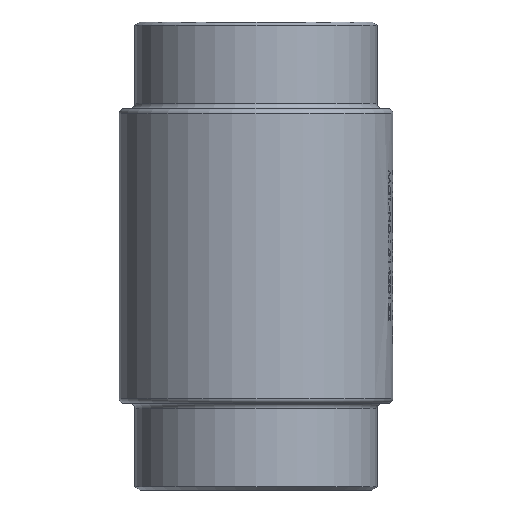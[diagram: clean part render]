
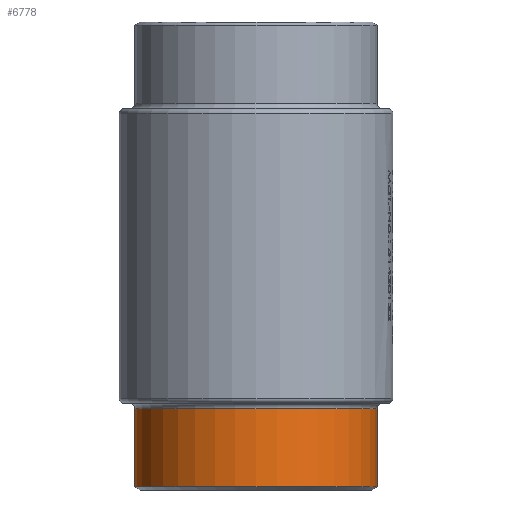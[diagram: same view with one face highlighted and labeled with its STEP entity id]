
A CAD part, front view. The second image highlights one B-rep face of the part: STEP entity #6778.
In plain terms, the highlighted cylindrical face has radius 69.85 mm (diameter 139.7 mm), a partial arc.
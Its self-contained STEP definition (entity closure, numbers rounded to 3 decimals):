
#1646 = EDGE_CURVE ( 'NONE', #4816, #26481, #15522, .T. ) ;
#2284 = DIRECTION ( 'NONE',  ( 0., 0., -1. ) ) ;
#4272 = ORIENTED_EDGE ( 'NONE', *, *, #1646, .T. ) ;
#4417 = DIRECTION ( 'NONE',  ( 0., 0., -1. ) ) ;
#4494 = CARTESIAN_POINT ( 'NONE',  ( 0., 0., -268.268 ) ) ;
#4816 = VERTEX_POINT ( 'NONE', #10198 ) ;
#6091 = EDGE_LOOP ( 'NONE', ( #4272, #20921, #26917, #8317 ) ) ;
#6176 = CARTESIAN_POINT ( 'NONE',  ( 69.85, 0., -270. ) ) ;
#6639 = CYLINDRICAL_SURFACE ( 'NONE', #20962, 69.85 ) ;
#6696 = CARTESIAN_POINT ( 'NONE',  ( -69.85, 0., -268.268 ) ) ;
#6731 = CARTESIAN_POINT ( 'NONE',  ( 0., 0., -223. ) ) ;
#6778 = ADVANCED_FACE ( 'NONE', ( #18958 ), #6639, .T. ) ;
#8317 = ORIENTED_EDGE ( 'NONE', *, *, #15659, .F. ) ;
#8328 = AXIS2_PLACEMENT_3D ( 'NONE', #4494, #20110, #8815 ) ;
#8815 = DIRECTION ( 'NONE',  ( 1., 0., 0. ) ) ;
#9019 = VERTEX_POINT ( 'NONE', #6696 ) ;
#9240 = CIRCLE ( 'NONE', #8328, 69.85 ) ;
#10198 = CARTESIAN_POINT ( 'NONE',  ( 69.85, 0., -223. ) ) ;
#10568 = VERTEX_POINT ( 'NONE', #13570 ) ;
#11054 = VECTOR ( 'NONE', #2284, 1000. ) ;
#11940 = AXIS2_PLACEMENT_3D ( 'NONE', #6731, #21693, #13438 ) ;
#13438 = DIRECTION ( 'NONE',  ( 1., 0., 0. ) ) ;
#13570 = CARTESIAN_POINT ( 'NONE',  ( 69.85, 0., -268.268 ) ) ;
#15522 = CIRCLE ( 'NONE', #11940, 69.85 ) ;
#15545 = DIRECTION ( 'NONE',  ( 0., 0., -1. ) ) ;
#15659 = EDGE_CURVE ( 'NONE', #4816, #10568, #16797, .T. ) ;
#16404 = VECTOR ( 'NONE', #15545, 1000. ) ;
#16797 = LINE ( 'NONE', #6176, #16404 ) ;
#18958 = FACE_OUTER_BOUND ( 'NONE', #6091, .T. ) ;
#19375 = DIRECTION ( 'NONE',  ( 1., 0., 0. ) ) ;
#19768 = LINE ( 'NONE', #24112, #11054 ) ;
#20110 = DIRECTION ( 'NONE',  ( 0., 0., 1. ) ) ;
#20921 = ORIENTED_EDGE ( 'NONE', *, *, #24947, .T. ) ;
#20962 = AXIS2_PLACEMENT_3D ( 'NONE', #23574, #4417, #19375 ) ;
#21693 = DIRECTION ( 'NONE',  ( 0., 0., -1. ) ) ;
#23574 = CARTESIAN_POINT ( 'NONE',  ( 0., 0., -270. ) ) ;
#24112 = CARTESIAN_POINT ( 'NONE',  ( -69.85, 0., -270. ) ) ;
#24336 = EDGE_CURVE ( 'NONE', #9019, #10568, #9240, .T. ) ;
#24947 = EDGE_CURVE ( 'NONE', #26481, #9019, #19768, .T. ) ;
#25723 = CARTESIAN_POINT ( 'NONE',  ( -69.85, 0., -223. ) ) ;
#26481 = VERTEX_POINT ( 'NONE', #25723 ) ;
#26917 = ORIENTED_EDGE ( 'NONE', *, *, #24336, .T. ) ;
